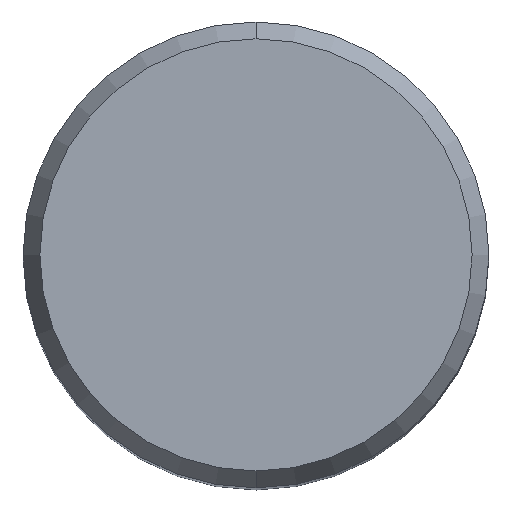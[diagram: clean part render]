
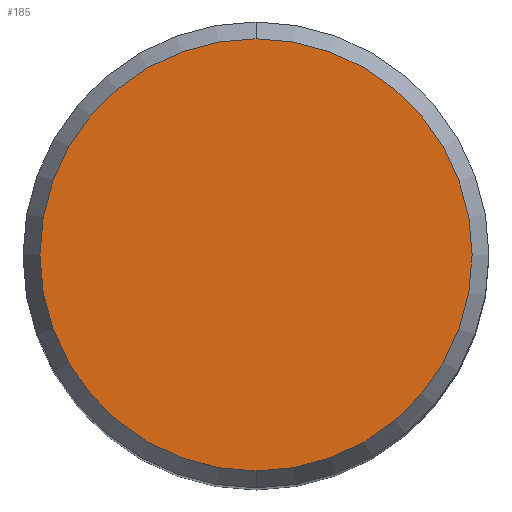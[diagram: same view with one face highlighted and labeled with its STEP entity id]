
A CAD part, top view. The second image highlights one B-rep face of the part: STEP entity #185.
In plain terms, the highlighted planar face has unit normal (0, 0, 1).
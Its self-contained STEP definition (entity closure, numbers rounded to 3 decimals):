
#109=VERTEX_POINT('',#240);
#131=EDGE_CURVE('',#109,#135,#264,.T.);
#135=VERTEX_POINT('',#268);
#149=EDGE_CURVE('',#135,#109,#283,.T.);
#185=ADVANCED_FACE('',(#325),#326,.T.);
#240=CARTESIAN_POINT('',(0.0,8.837,0.01));
#264=CIRCLE('',#409,8.837);
#268=CARTESIAN_POINT('',(0.,-8.837,0.01));
#283=CIRCLE('',#435,8.837);
#325=FACE_OUTER_BOUND('',#486,.T.);
#326=PLANE('',#487);
#409=AXIS2_PLACEMENT_3D('',#569,#570,#571);
#435=AXIS2_PLACEMENT_3D('',#583,#584,#585);
#486=EDGE_LOOP('',(#647,#648));
#487=AXIS2_PLACEMENT_3D('',#649,#650,#651);
#569=CARTESIAN_POINT('',(0.0,0.0,0.01));
#570=DIRECTION('',(0.0,0.0,-1.0));
#571=DIRECTION('',(0.0,1.0,0.0));
#583=CARTESIAN_POINT('',(0.0,0.0,0.01));
#584=DIRECTION('',(0.0,0.0,-1.0));
#585=DIRECTION('',(0.0,1.0,0.0));
#647=ORIENTED_EDGE('',*,*,#131,.F.);
#648=ORIENTED_EDGE('',*,*,#149,.F.);
#649=CARTESIAN_POINT('',(0.0,4.419,0.01));
#650=DIRECTION('',(-0.0,0.0,1.0));
#651=DIRECTION('',(0.0,-1.0,0.0));
